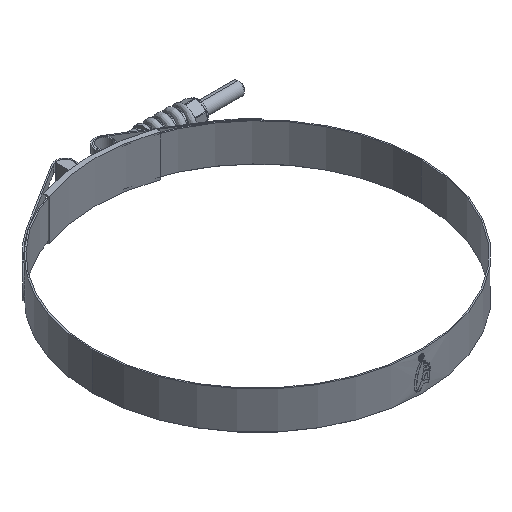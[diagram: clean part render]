
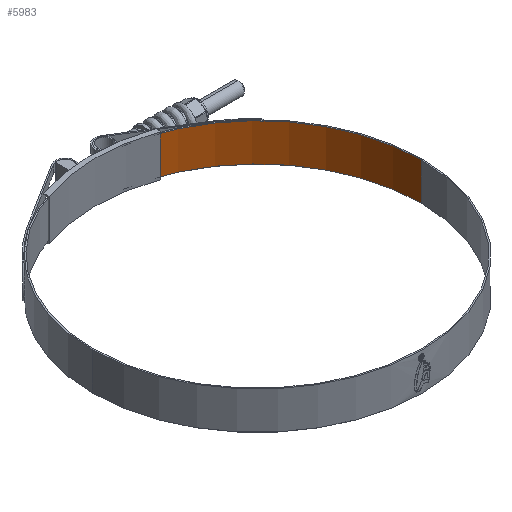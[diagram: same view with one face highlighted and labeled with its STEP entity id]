
A CAD part, isometric view. The second image highlights one B-rep face of the part: STEP entity #5983.
In plain terms, the highlighted cylindrical face has radius 83.3 mm (diameter 166.6 mm), a partial arc.
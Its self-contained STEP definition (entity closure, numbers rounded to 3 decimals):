
#133 = FACE_OUTER_BOUND ( 'NONE', #3814, .T. ) ;
#352 = AXIS2_PLACEMENT_3D ( 'NONE', #10062, #6302, #7722 ) ;
#1040 = CARTESIAN_POINT ( 'NONE',  ( 83.3, 0., 9.55 ) ) ;
#1097 = VERTEX_POINT ( 'NONE', #10261 ) ;
#2443 = VERTEX_POINT ( 'NONE', #12946 ) ;
#2652 = DIRECTION ( 'NONE',  ( 0., 0., -1. ) ) ;
#2772 = CIRCLE ( 'NONE', #352, 83.3 ) ;
#3331 = VERTEX_POINT ( 'NONE', #11411 ) ;
#3390 = DIRECTION ( 'NONE',  ( 0., 0., -1. ) ) ;
#3733 = EDGE_CURVE ( 'NONE', #1097, #2443, #15024, .T. ) ;
#3814 = EDGE_LOOP ( 'NONE', ( #11317, #7891, #7542, #4418 ) ) ;
#3966 = VERTEX_POINT ( 'NONE', #9666 ) ;
#4418 = ORIENTED_EDGE ( 'NONE', *, *, #16092, .T. ) ;
#5983 = ADVANCED_FACE ( 'NONE', ( #133 ), #10323, .F. ) ;
#6302 = DIRECTION ( 'NONE',  ( 0., 0., -1. ) ) ;
#6398 = DIRECTION ( 'NONE',  ( -1., 0., 0. ) ) ;
#7142 = DIRECTION ( 'NONE',  ( -1., 0., 0. ) ) ;
#7542 = ORIENTED_EDGE ( 'NONE', *, *, #11896, .T. ) ;
#7703 = CARTESIAN_POINT ( 'NONE',  ( 9.434, 82.764, 9.55 ) ) ;
#7722 = DIRECTION ( 'NONE',  ( -1., 0., 0. ) ) ;
#7891 = ORIENTED_EDGE ( 'NONE', *, *, #3733, .F. ) ;
#8755 = VECTOR ( 'NONE', #11246, 1000. ) ;
#9043 = DIRECTION ( 'NONE',  ( 0., 0., -1. ) ) ;
#9666 = CARTESIAN_POINT ( 'NONE',  ( 83.3, 0., -9.55 ) ) ;
#10062 = CARTESIAN_POINT ( 'NONE',  ( 0., 0., -9.55 ) ) ;
#10261 = CARTESIAN_POINT ( 'NONE',  ( 9.434, 82.764, 9.55 ) ) ;
#10323 = CYLINDRICAL_SURFACE ( 'NONE', #11464, 83.3 ) ;
#11226 = EDGE_CURVE ( 'NONE', #2443, #3966, #16214, .T. ) ;
#11246 = DIRECTION ( 'NONE',  ( 0., 0., -1. ) ) ;
#11317 = ORIENTED_EDGE ( 'NONE', *, *, #11226, .F. ) ;
#11411 = CARTESIAN_POINT ( 'NONE',  ( 9.434, 82.764, -9.55 ) ) ;
#11464 = AXIS2_PLACEMENT_3D ( 'NONE', #15453, #2652, #6398 ) ;
#11896 = EDGE_CURVE ( 'NONE', #1097, #3331, #15433, .T. ) ;
#11968 = VECTOR ( 'NONE', #9043, 1000. ) ;
#12946 = CARTESIAN_POINT ( 'NONE',  ( 83.3, 0., 9.55 ) ) ;
#13525 = CARTESIAN_POINT ( 'NONE',  ( 0., 0., 9.55 ) ) ;
#15024 = CIRCLE ( 'NONE', #15551, 83.3 ) ;
#15433 = LINE ( 'NONE', #7703, #11968 ) ;
#15453 = CARTESIAN_POINT ( 'NONE',  ( 0., 0., 9.55 ) ) ;
#15551 = AXIS2_PLACEMENT_3D ( 'NONE', #13525, #3390, #7142 ) ;
#16092 = EDGE_CURVE ( 'NONE', #3331, #3966, #2772, .T. ) ;
#16214 = LINE ( 'NONE', #1040, #8755 ) ;
